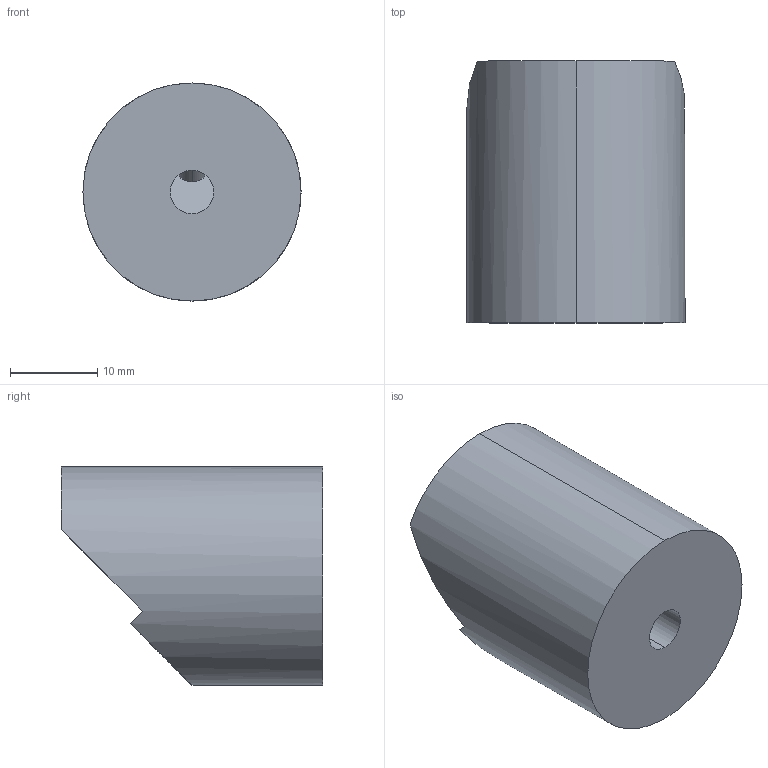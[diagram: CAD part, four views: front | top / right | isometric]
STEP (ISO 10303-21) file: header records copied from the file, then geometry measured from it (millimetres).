
FILE_DESCRIPTION (( 'STEP AP203' ), '1' );
FILE_NAME ('MAD25-45MH-M.STEP', '2022-07-14T08:58:42', ( '' ), ( '' ), 'SwSTEP 2.0', 'SolidWorks 2021', '' );
FILE_SCHEMA (( 'CONFIG_CONTROL_DESIGN' ));
Length unit declared in the file: millimetre
Products named in the file (1): MAD25-45MH-M
Bounding box: 25 x 30 x 25 mm (x, y, z)
Surface area: 3259.9 mm2 (no closed solid volume)
Topology: 0 solids, 5 shells, 28 faces, 321 edges, 298 vertices
Faces by surface type: plane 22, cylinder 6
Entity records: 2908 total; most frequent: CARTESIAN_POINT 666, DIRECTION 385, ORIENTED_EDGE 358, EDGE_CURVE 321, LINE 303, VECTOR 303, VERTEX_POINT 298, AXIS2_PLACEMENT_3D 41
